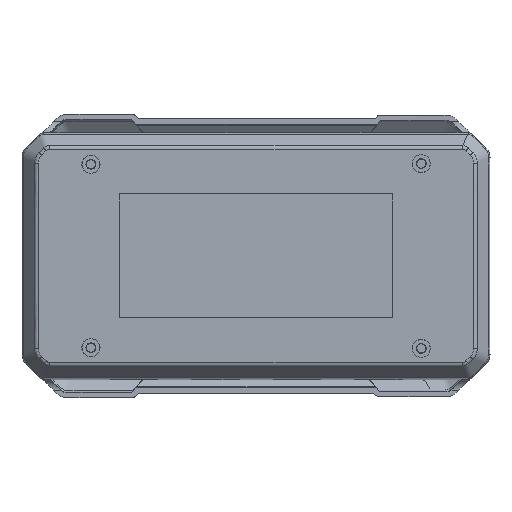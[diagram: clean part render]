
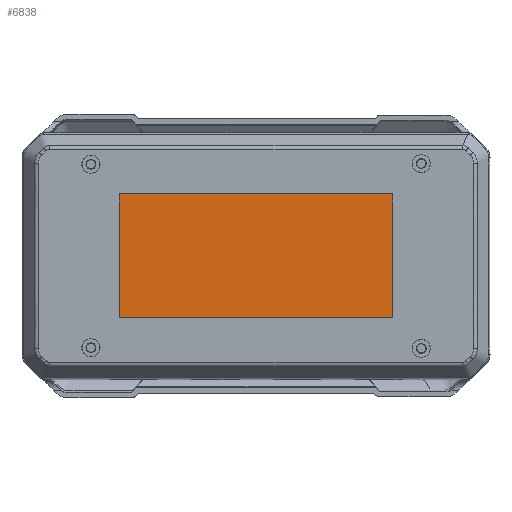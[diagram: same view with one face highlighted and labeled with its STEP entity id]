
A CAD part, front view. The second image highlights one B-rep face of the part: STEP entity #6838.
In plain terms, the highlighted planar face has unit normal (0, -1, 0).
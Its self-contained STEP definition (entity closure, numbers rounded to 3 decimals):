
#2567 = AXIS2_PLACEMENT_3D ( 'NONE', #18245, #26209, #23608 ) ;
#2712 = VECTOR ( 'NONE', #23601, 1000. ) ;
#2886 = LINE ( 'NONE', #13298, #19174 ) ;
#5553 = EDGE_CURVE ( 'NONE', #18423, #24136, #2886, .T. ) ;
#5810 = DIRECTION ( 'NONE',  ( 0., 0., 1. ) ) ;
#6552 = ORIENTED_EDGE ( 'NONE', *, *, #5553, .T. ) ;
#6682 = LINE ( 'NONE', #23793, #25653 ) ;
#6838 = ADVANCED_FACE ( 'NONE', ( #16278 ), #8781, .T. ) ;
#8060 = VECTOR ( 'NONE', #23545, 1000. ) ;
#8747 = CARTESIAN_POINT ( 'NONE',  ( -172.569, -53.435, 576.569 ) ) ;
#8781 = PLANE ( 'NONE',  #2567 ) ;
#8982 = VERTEX_POINT ( 'NONE', #23839 ) ;
#11588 = ORIENTED_EDGE ( 'NONE', *, *, #30263, .T. ) ;
#12488 = CARTESIAN_POINT ( 'NONE',  ( -97.381, -53.435, 576.569 ) ) ;
#13205 = EDGE_LOOP ( 'NONE', ( #17136, #11588, #17938, #6552 ) ) ;
#13298 = CARTESIAN_POINT ( 'NONE',  ( -97.381, -53.435, 559.523 ) ) ;
#16278 = FACE_OUTER_BOUND ( 'NONE', #13205, .T. ) ;
#17136 = ORIENTED_EDGE ( 'NONE', *, *, #17533, .T. ) ;
#17533 = EDGE_CURVE ( 'NONE', #24136, #28828, #20841, .T. ) ;
#17938 = ORIENTED_EDGE ( 'NONE', *, *, #24835, .T. ) ;
#18245 = CARTESIAN_POINT ( 'NONE',  ( -549.321, -53.435, 559.522 ) ) ;
#18423 = VERTEX_POINT ( 'NONE', #26514 ) ;
#19174 = VECTOR ( 'NONE', #5810, 1000. ) ;
#20301 = LINE ( 'NONE', #30723, #8060 ) ;
#20841 = LINE ( 'NONE', #23760, #2712 ) ;
#23545 = DIRECTION ( 'NONE',  ( 0., 0., -1. ) ) ;
#23601 = DIRECTION ( 'NONE',  ( -1., 0., 0. ) ) ;
#23608 = DIRECTION ( 'NONE',  ( -1., 0., 0. ) ) ;
#23760 = CARTESIAN_POINT ( 'NONE',  ( -87.381, -53.435, 576.569 ) ) ;
#23793 = CARTESIAN_POINT ( 'NONE',  ( -182.569, -53.435, 542.476 ) ) ;
#23839 = CARTESIAN_POINT ( 'NONE',  ( -172.569, -53.435, 542.476 ) ) ;
#24136 = VERTEX_POINT ( 'NONE', #12488 ) ;
#24835 = EDGE_CURVE ( 'NONE', #8982, #18423, #6682, .T. ) ;
#25653 = VECTOR ( 'NONE', #26542, 1000. ) ;
#26209 = DIRECTION ( 'NONE',  ( 0., -1., 0. ) ) ;
#26514 = CARTESIAN_POINT ( 'NONE',  ( -97.381, -53.435, 542.476 ) ) ;
#26542 = DIRECTION ( 'NONE',  ( 1., 0., 0. ) ) ;
#28828 = VERTEX_POINT ( 'NONE', #8747 ) ;
#30263 = EDGE_CURVE ( 'NONE', #28828, #8982, #20301, .T. ) ;
#30723 = CARTESIAN_POINT ( 'NONE',  ( -172.569, -53.435, 559.523 ) ) ;
